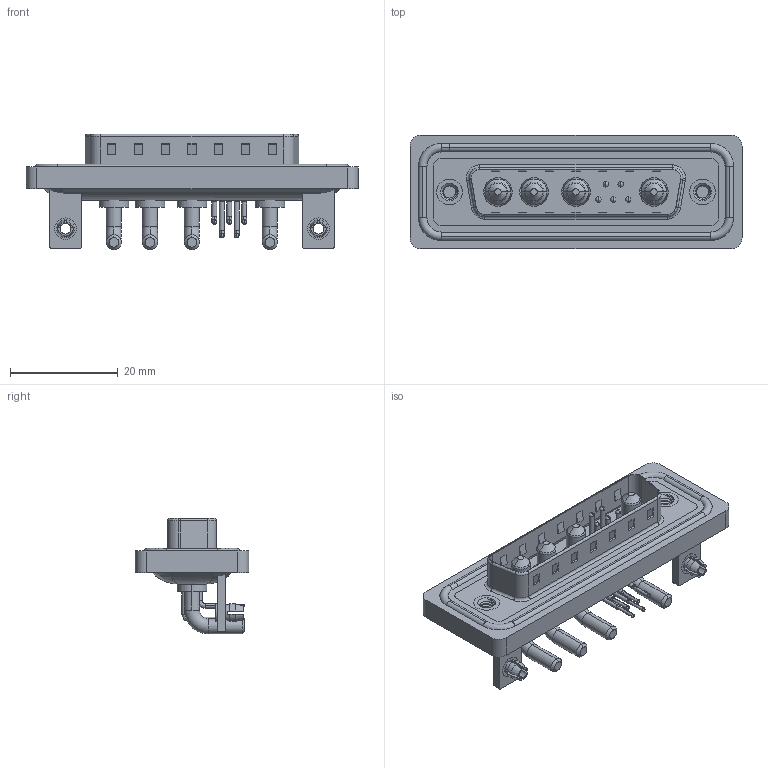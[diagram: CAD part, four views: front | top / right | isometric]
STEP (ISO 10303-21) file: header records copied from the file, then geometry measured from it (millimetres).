
FILE_DESCRIPTION (( 'STEP AP203' ), '1' );
FILE_NAME ('629W9W4-240-2N3.STEP', '2024-04-11T15:30:23', ( '' ), ( '' ), 'SwSTEP 2.0', 'SolidWorks 2023', '' );
FILE_SCHEMA (( 'CONFIG_CONTROL_DESIGN' ));
Length unit declared in the file: millimetre
Products named in the file (11): 629Combo Board Lock; 629Combo Shell Rear_25 Contacts; 629Combo Shell Front_25 Contacts; Power Pin_20A RA; 629Combo Contact Row 2; 629Combo Housing_9W4; 629Combo Waterproof Housing_25 Contacts; 629Combo Threaded Rivet_3; 629W9W4-240-2N3; 629Combo Stabilizer Bracket; 629Combo Contact Row 1
Assembly tree (19 placements, depth 2):
  629W9W4-240-2N3
    629Combo Housing_9W4
    629Combo Shell Rear_25 Contacts
    629Combo Shell Front_25 Contacts
    629Combo Waterproof Housing_25 Contacts
    629Combo Threaded Rivet_3  x2
    629Combo Stabilizer Bracket  x2
    629Combo Board Lock  x2
    Power Pin_20A RA  x4
    629Combo Contact Row 1  x2
    629Combo Contact Row 2  x3
Bounding box: 61.75 x 21.1 x 21.5 mm (x, y, z)
Volume: 8017.8 mm3; surface area: 13173.6 mm2
Topology: 24 solids, 24 shells, 1337 faces, 3509 edges, 2249 vertices
Faces by surface type: plane 637, cylinder 502, torus 80, cone 74, bspline 44
Entity records: 28462 total; most frequent: CARTESIAN_POINT 6404, DIRECTION 4464, ORIENTED_EDGE 4242, EDGE_CURVE 2121, AXIS2_PLACEMENT_3D 1596, VERTEX_POINT 1366, LINE 1272, VECTOR 1272
